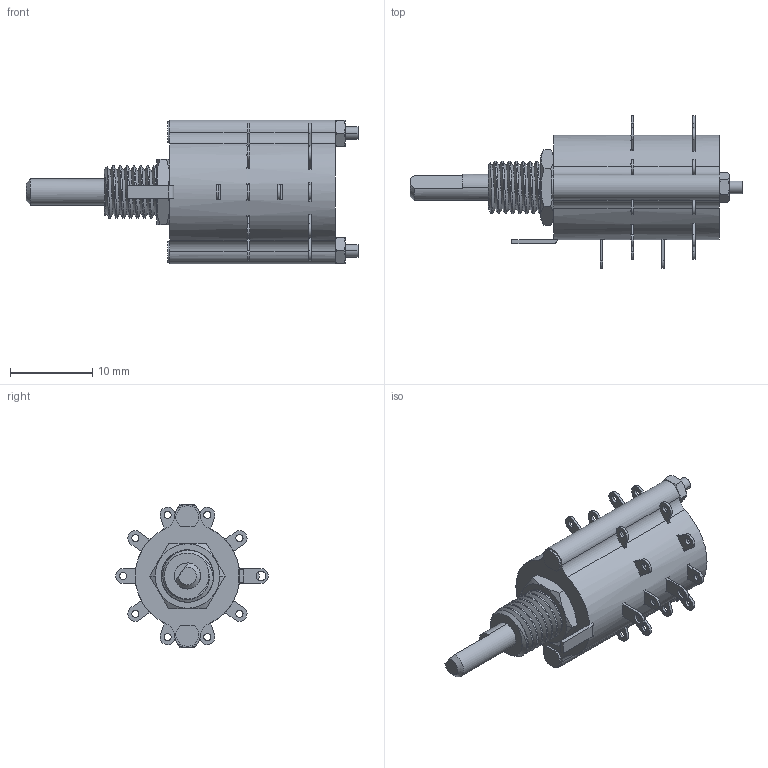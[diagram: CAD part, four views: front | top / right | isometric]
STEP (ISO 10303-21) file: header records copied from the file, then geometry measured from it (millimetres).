
FILE_DESCRIPTION((''),'2;1');
FILE_NAME('08A36-01-1-10N','2015-02-18T',('amercuri'),(''),'PRO/ENGINEER BY PARAMETRIC TECHNOLOGY CORPORATION, 2011490','PRO/ENGINEER BY PARAMETRIC TECHNOLOGY CORPORATION, 2011490','');
FILE_SCHEMA(('CONFIG_CONTROL_DESIGN'));
Length unit declared in the file: inch
Products named in the file (1): 08A36-01-1-10N
Bounding box: 40.31 x 18.55 x 17.45 mm (x, y, z)
Volume: 3203.8 mm3; surface area: 1901.3 mm2
Topology: 1 solids, 1 shells, 831 faces, 2381 edges, 1566 vertices
Faces by surface type: plane 684, cylinder 110, cone 30, bspline 7
Entity records: 28873 total; most frequent: CARTESIAN_POINT 6864, ORIENTED_EDGE 4762, DIRECTION 4283, EDGE_CURVE 2381, VECTOR 1917, LINE 1917, VERTEX_POINT 1566, AXIS2_PLACEMENT_3D 1183
